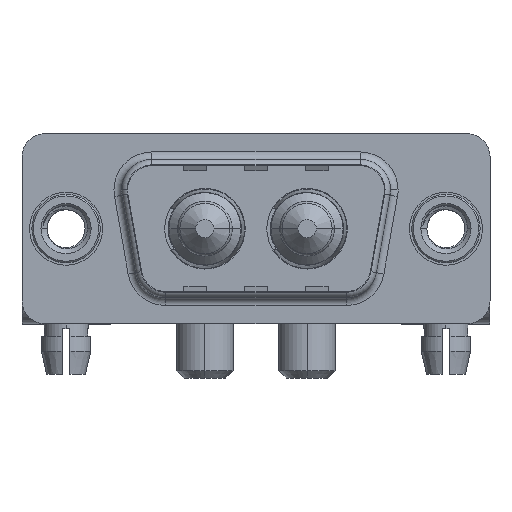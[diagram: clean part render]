
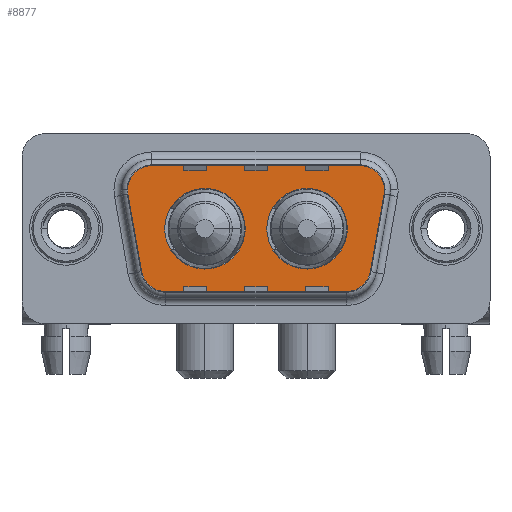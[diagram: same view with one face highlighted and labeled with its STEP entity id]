
A CAD part, top view. The second image highlights one B-rep face of the part: STEP entity #8877.
In plain terms, the highlighted planar face has unit normal (0, 0, 1).
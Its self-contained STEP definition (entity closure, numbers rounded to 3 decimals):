
#52 = CARTESIAN_POINT ( 'NONE',  ( 21.534, 2.553, 0. ) ) ;
#59 = CIRCLE ( 'NONE', #13231, 2.65 ) ;
#196 = LINE ( 'NONE', #5038, #14527 ) ;
#353 = ORIENTED_EDGE ( 'NONE', *, *, #15062, .T. ) ;
#395 = ORIENTED_EDGE ( 'NONE', *, *, #4360, .F. ) ;
#465 = CIRCLE ( 'NONE', #13125, 2. ) ;
#590 = DIRECTION ( 'NONE',  ( 1., 0., 0. ) ) ;
#637 = LINE ( 'NONE', #5173, #11857 ) ;
#770 = VERTEX_POINT ( 'NONE', #13259 ) ;
#916 = DIRECTION ( 'NONE',  ( 1., 0., 0. ) ) ;
#1135 = ORIENTED_EDGE ( 'NONE', *, *, #5726, .T. ) ;
#1188 = CARTESIAN_POINT ( 'NONE',  ( 18.541, -2.9, 0. ) ) ;
#1203 = CIRCLE ( 'NONE', #2992, 2. ) ;
#1410 = CARTESIAN_POINT ( 'NONE',  ( 5.436, 2.9, 0. ) ) ;
#1799 = VERTEX_POINT ( 'NONE', #4801 ) ;
#1809 = ORIENTED_EDGE ( 'NONE', *, *, #11912, .T. ) ;
#2327 = CARTESIAN_POINT ( 'NONE',  ( 6.49, 0., 0. ) ) ;
#2348 = AXIS2_PLACEMENT_3D ( 'NONE', #6948, #10292, #916 ) ;
#2382 = FACE_BOUND ( 'NONE', #3822, .T. ) ;
#2425 = EDGE_CURVE ( 'NONE', #770, #6060, #6447, .T. ) ;
#2454 = VERTEX_POINT ( 'NONE', #8959 ) ;
#2530 = DIRECTION ( 'NONE',  ( 1., 0., 0. ) ) ;
#2541 = DIRECTION ( 'NONE',  ( 1., 0., 0. ) ) ;
#2569 = VECTOR ( 'NONE', #12942, 1000. ) ;
#2630 = ORIENTED_EDGE ( 'NONE', *, *, #13774, .F. ) ;
#2757 = DIRECTION ( 'NONE',  ( 0., 0., 1. ) ) ;
#2875 = EDGE_CURVE ( 'NONE', #2454, #6886, #9505, .T. ) ;
#2902 = CARTESIAN_POINT ( 'NONE',  ( 13.21, 0., 0. ) ) ;
#2992 = AXIS2_PLACEMENT_3D ( 'NONE', #9872, #6477, #13771 ) ;
#3089 = DIRECTION ( 'NONE',  ( -1., 0., 0. ) ) ;
#3103 = EDGE_CURVE ( 'NONE', #9562, #6904, #9749, .T. ) ;
#3110 = CIRCLE ( 'NONE', #5124, 2. ) ;
#3347 = CARTESIAN_POINT ( 'NONE',  ( 3.466, 2.553, 0. ) ) ;
#3372 = CIRCLE ( 'NONE', #2348, 2.65 ) ;
#3404 = ORIENTED_EDGE ( 'NONE', *, *, #7150, .T. ) ;
#3495 = VERTEX_POINT ( 'NONE', #15426 ) ;
#3687 = VECTOR ( 'NONE', #13652, 1000. ) ;
#3822 = EDGE_LOOP ( 'NONE', ( #395, #12739 ) ) ;
#4352 = DIRECTION ( 'NONE',  ( 1., 0., 0. ) ) ;
#4360 = EDGE_CURVE ( 'NONE', #7947, #8252, #12332, .T. ) ;
#4801 = CARTESIAN_POINT ( 'NONE',  ( 18.51, 0., 0. ) ) ;
#4803 = VERTEX_POINT ( 'NONE', #2902 ) ;
#4992 = FACE_BOUND ( 'NONE', #12174, .T. ) ;
#5012 = CIRCLE ( 'NONE', #13893, 2.65 ) ;
#5038 = CARTESIAN_POINT ( 'NONE',  ( 6.459, -4.9, 0. ) ) ;
#5124 = AXIS2_PLACEMENT_3D ( 'NONE', #1410, #13473, #6261 ) ;
#5173 = CARTESIAN_POINT ( 'NONE',  ( 5.436, 4.9, 0. ) ) ;
#5335 = CARTESIAN_POINT ( 'NONE',  ( 3.466, 2.553, 0. ) ) ;
#5700 = CARTESIAN_POINT ( 'NONE',  ( 15.86, 0., 0. ) ) ;
#5724 = LINE ( 'NONE', #3347, #2569 ) ;
#5726 = EDGE_CURVE ( 'NONE', #6060, #9562, #465, .T. ) ;
#6058 = EDGE_CURVE ( 'NONE', #1799, #4803, #5012, .T. ) ;
#6060 = VERTEX_POINT ( 'NONE', #52 ) ;
#6261 = DIRECTION ( 'NONE',  ( 1., 0., 0. ) ) ;
#6447 = LINE ( 'NONE', #11190, #3687 ) ;
#6477 = DIRECTION ( 'NONE',  ( 0., 0., 1. ) ) ;
#6660 = CARTESIAN_POINT ( 'NONE',  ( 19.564, 2.9, 0. ) ) ;
#6743 = AXIS2_PLACEMENT_3D ( 'NONE', #12610, #7756, #14681 ) ;
#6886 = VERTEX_POINT ( 'NONE', #11684 ) ;
#6904 = VERTEX_POINT ( 'NONE', #14548 ) ;
#6948 = CARTESIAN_POINT ( 'NONE',  ( 15.86, 0., 0. ) ) ;
#7124 = VERTEX_POINT ( 'NONE', #5335 ) ;
#7150 = EDGE_CURVE ( 'NONE', #6904, #12101, #637, .T. ) ;
#7207 = DIRECTION ( 'NONE',  ( 0., 0., 1. ) ) ;
#7349 = EDGE_LOOP ( 'NONE', ( #353, #9678, #1135, #8511, #3404, #1809, #12671, #8605, #14110 ) ) ;
#7756 = DIRECTION ( 'NONE',  ( 0., 0., 1. ) ) ;
#7825 = CARTESIAN_POINT ( 'NONE',  ( 9.14, 0., 0. ) ) ;
#7947 = VERTEX_POINT ( 'NONE', #12256 ) ;
#8252 = VERTEX_POINT ( 'NONE', #2327 ) ;
#8511 = ORIENTED_EDGE ( 'NONE', *, *, #3103, .T. ) ;
#8605 = ORIENTED_EDGE ( 'NONE', *, *, #2875, .T. ) ;
#8877 = ADVANCED_FACE ( 'NONE', ( #4992, #2382, #10784 ), #14765, .T. ) ;
#8959 = CARTESIAN_POINT ( 'NONE',  ( 4.489, -3.247, 0. ) ) ;
#9111 = DIRECTION ( 'NONE',  ( -1., 0., 0. ) ) ;
#9505 = CIRCLE ( 'NONE', #6743, 2. ) ;
#9562 = VERTEX_POINT ( 'NONE', #14085 ) ;
#9678 = ORIENTED_EDGE ( 'NONE', *, *, #2425, .T. ) ;
#9749 = CIRCLE ( 'NONE', #14078, 2. ) ;
#9872 = CARTESIAN_POINT ( 'NONE',  ( 18.541, -2.9, 0. ) ) ;
#9990 = DIRECTION ( 'NONE',  ( 0., 0., 1. ) ) ;
#10194 = ORIENTED_EDGE ( 'NONE', *, *, #6058, .F. ) ;
#10292 = DIRECTION ( 'NONE',  ( 0., 0., 1. ) ) ;
#10682 = CARTESIAN_POINT ( 'NONE',  ( 5.436, 4.9, 0. ) ) ;
#10784 = FACE_OUTER_BOUND ( 'NONE', #7349, .T. ) ;
#10818 = EDGE_CURVE ( 'NONE', #7124, #2454, #5724, .T. ) ;
#10917 = DIRECTION ( 'NONE',  ( 1., 0., 0. ) ) ;
#11190 = CARTESIAN_POINT ( 'NONE',  ( 21.534, 2.553, 0. ) ) ;
#11572 = CARTESIAN_POINT ( 'NONE',  ( 19.564, 2.9, 0. ) ) ;
#11631 = EDGE_CURVE ( 'NONE', #8252, #7947, #59, .T. ) ;
#11684 = CARTESIAN_POINT ( 'NONE',  ( 6.459, -4.9, 0. ) ) ;
#11857 = VECTOR ( 'NONE', #13660, 1000. ) ;
#11893 = AXIS2_PLACEMENT_3D ( 'NONE', #1188, #7207, #2541 ) ;
#11912 = EDGE_CURVE ( 'NONE', #12101, #7124, #3110, .T. ) ;
#12101 = VERTEX_POINT ( 'NONE', #10682 ) ;
#12174 = EDGE_LOOP ( 'NONE', ( #10194, #2630 ) ) ;
#12202 = DIRECTION ( 'NONE',  ( 0., 0., 1. ) ) ;
#12256 = CARTESIAN_POINT ( 'NONE',  ( 11.79, 0., 0. ) ) ;
#12332 = CIRCLE ( 'NONE', #15139, 2.65 ) ;
#12610 = CARTESIAN_POINT ( 'NONE',  ( 6.459, -2.9, 0. ) ) ;
#12671 = ORIENTED_EDGE ( 'NONE', *, *, #10818, .T. ) ;
#12739 = ORIENTED_EDGE ( 'NONE', *, *, #11631, .F. ) ;
#12942 = DIRECTION ( 'NONE',  ( 0.174, -0.985, 0. ) ) ;
#13125 = AXIS2_PLACEMENT_3D ( 'NONE', #6660, #9990, #3089 ) ;
#13231 = AXIS2_PLACEMENT_3D ( 'NONE', #13312, #12202, #2530 ) ;
#13259 = CARTESIAN_POINT ( 'NONE',  ( 20.511, -3.247, 0. ) ) ;
#13312 = CARTESIAN_POINT ( 'NONE',  ( 9.14, 0., 0. ) ) ;
#13473 = DIRECTION ( 'NONE',  ( 0., 0., 1. ) ) ;
#13652 = DIRECTION ( 'NONE',  ( 0.174, 0.985, 0. ) ) ;
#13660 = DIRECTION ( 'NONE',  ( -1., 0., 0. ) ) ;
#13771 = DIRECTION ( 'NONE',  ( 1., 0., 0. ) ) ;
#13774 = EDGE_CURVE ( 'NONE', #4803, #1799, #3372, .T. ) ;
#13893 = AXIS2_PLACEMENT_3D ( 'NONE', #5700, #15384, #10917 ) ;
#14078 = AXIS2_PLACEMENT_3D ( 'NONE', #11572, #15160, #9111 ) ;
#14085 = CARTESIAN_POINT ( 'NONE',  ( 21.564, 2.9, 0. ) ) ;
#14110 = ORIENTED_EDGE ( 'NONE', *, *, #14171, .T. ) ;
#14171 = EDGE_CURVE ( 'NONE', #6886, #3495, #196, .T. ) ;
#14527 = VECTOR ( 'NONE', #590, 1000. ) ;
#14548 = CARTESIAN_POINT ( 'NONE',  ( 19.564, 4.9, 0. ) ) ;
#14681 = DIRECTION ( 'NONE',  ( -1., 0., 0. ) ) ;
#14765 = PLANE ( 'NONE',  #11893 ) ;
#15062 = EDGE_CURVE ( 'NONE', #3495, #770, #1203, .T. ) ;
#15139 = AXIS2_PLACEMENT_3D ( 'NONE', #7825, #2757, #4352 ) ;
#15160 = DIRECTION ( 'NONE',  ( 0., 0., 1. ) ) ;
#15384 = DIRECTION ( 'NONE',  ( 0., 0., 1. ) ) ;
#15426 = CARTESIAN_POINT ( 'NONE',  ( 18.541, -4.9, 0. ) ) ;
